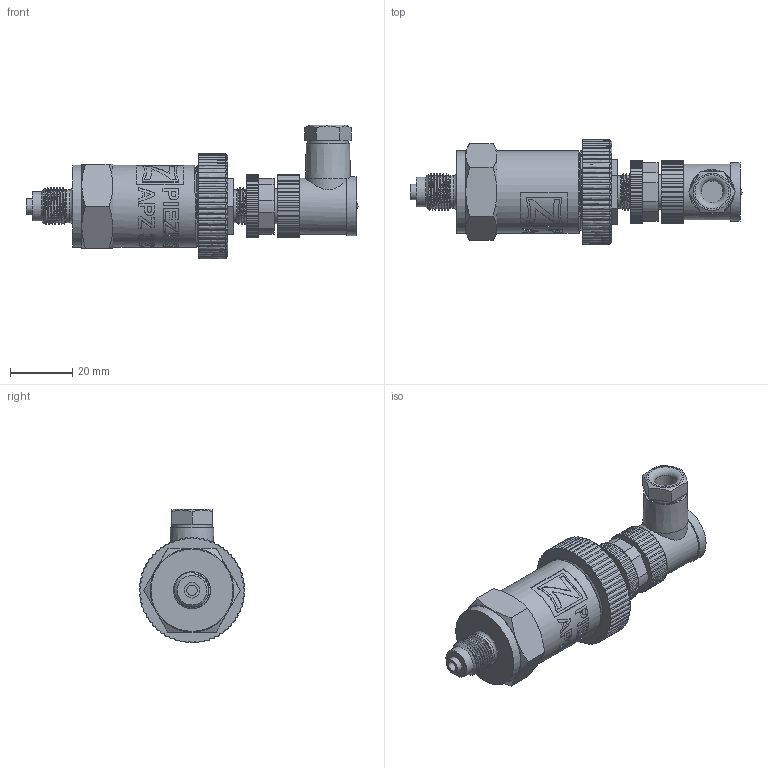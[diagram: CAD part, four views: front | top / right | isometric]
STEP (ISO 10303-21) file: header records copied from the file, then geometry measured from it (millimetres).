
FILE_DESCRIPTION(/* description */ (''),/* implementation_level */ '2;1');
FILE_NAME(/* name */ 'APZ3230_M12x1EN_M12x1-angular.step',/* time_stamp */ '2021-06-24T10:28:42+03:00',/* author */ (''),/* organization */ (''),/* preprocessor_version */ 'ST-DEVELOPER v18.1',/* originating_system */ 'Autodesk Translation Framework v10.9.0.1377',/* authorisation */ '');
FILE_SCHEMA (('AUTOMOTIVE_DESIGN { 1 0 10303 214 3 1 1 }'));
Products named in the file (6): APZ3230_M12x1EN_M12x1-angular; M12x1 EN; OMAL nut M27x1.5 v8; M12x1 male v16; Ш100.000.002 v4; M12x1 female angular v10
Assembly tree (5 placements, depth 2):
  APZ3230_M12x1EN_M12x1-angular
    M12x1 EN
    OMAL nut M27x1.5 v8
    M12x1 male v16
    Ш100.000.002 v4
    M12x1 female angular v10
Bounding box: 107.07 x 34 x 43.2 mm (x, y, z)
Volume: 46711 mm3; surface area: 19274.2 mm2
Topology: 16 solids, 16 shells, 1002 faces, 2812 edges, 1889 vertices
Faces by surface type: bspline 456, cylinder 336, plane 173, cone 31, torus 5, sphere 1
Full cylindrical faces by diameter (mm): 1 x12, 1.5 x4, 3.3 x1, 5 x1, 7 x1, 8 x1, 8.2 x1, 9.471 x2, 9.5 x1, 10.5 x1, 10.6 x2, 10.741 x12, 11.035 x4, 11.156 x1, 11.884 x12, 12.152 x4, 13 x1, 14 x1, 14.137 x4, 14.526 x3, 15.85 x3, 16.203 x3, 18 x1, 19 x1, 21.4 x2, 22.3 x1, 22.4 x1, 24.5 x1, 25.132 x4, 25.526 x4
Entity records: 73780 total; most frequent: CARTESIAN_POINT 50610, ORIENTED_EDGE 5624, DIRECTION 3436, EDGE_CURVE 2812, VERTEX_POINT 1889, AXIS2_PLACEMENT_3D 1183, B_SPLINE_CURVE_WITH_KNOTS 1085, LINE 1070
